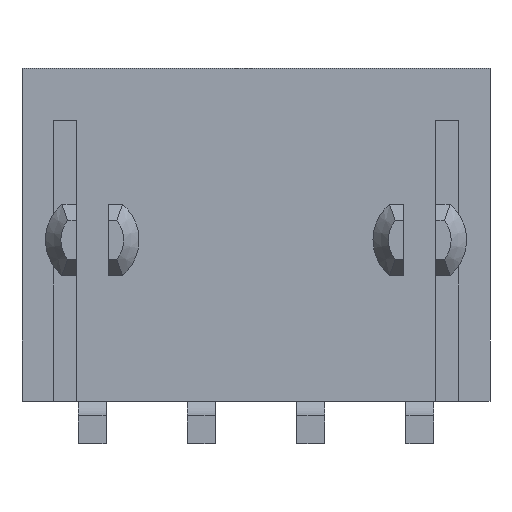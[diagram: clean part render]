
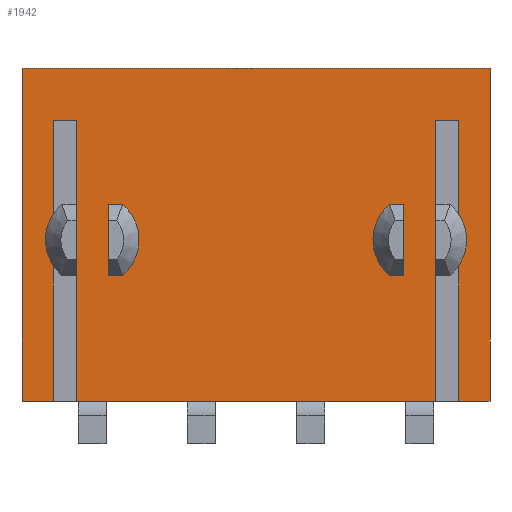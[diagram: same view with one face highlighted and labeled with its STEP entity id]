
A CAD part, front view. The second image highlights one B-rep face of the part: STEP entity #1942.
In plain terms, the highlighted planar face has unit normal (0, -1, 0).
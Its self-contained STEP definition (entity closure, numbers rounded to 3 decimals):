
#22=DIRECTION('',(-1.,0.,0.));
#23=VECTOR('',#22,18.);
#24=CARTESIAN_POINT('',(9.,0.4,0.));
#25=LINE('',#24,#23);
#150=DIRECTION('',(0.,0.,-1.));
#151=VECTOR('',#150,12.8);
#152=CARTESIAN_POINT('',(-9.,0.4,0.));
#153=LINE('',#152,#151);
#154=DIRECTION('',(0.,0.,-1.));
#155=VECTOR('',#154,2.741);
#156=CARTESIAN_POINT('',(5.69,0.4,-5.23));
#157=LINE('',#156,#155);
#158=DIRECTION('',(0.,0.,1.));
#159=VECTOR('',#158,2.741);
#160=CARTESIAN_POINT('',(-5.69,0.4,-7.97));
#161=LINE('',#160,#159);
#162=DIRECTION('',(-1.,0.,0.));
#163=VECTOR('',#162,0.89);
#164=CARTESIAN_POINT('',(7.8,0.4,-2.));
#165=LINE('',#164,#163);
#166=DIRECTION('',(-1.,0.,0.));
#167=VECTOR('',#166,0.89);
#168=CARTESIAN_POINT('',(-6.91,0.4,-2.));
#169=LINE('',#168,#167);
#170=DIRECTION('',(0.,0.,1.));
#171=VECTOR('',#170,10.8);
#172=CARTESIAN_POINT('',(-7.8,0.4,-12.8));
#173=LINE('',#172,#171);
#174=DIRECTION('',(0.,0.,-1.));
#175=VECTOR('',#174,12.8);
#176=CARTESIAN_POINT('',(9.,0.4,0.));
#177=LINE('',#176,#175);
#178=DIRECTION('',(0.,0.,1.));
#179=VECTOR('',#178,10.8);
#180=CARTESIAN_POINT('',(7.8,0.4,-12.8));
#181=LINE('',#180,#179);
#187=CARTESIAN_POINT('',(6.3,0.4,-6.6));
#188=DIRECTION('',(0.,1.,0.));
#189=DIRECTION('',(-0.407,0.,-0.914));
#190=AXIS2_PLACEMENT_3D('',#187,#188,#189);
#311=DIRECTION('',(0.,0.,1.));
#312=VECTOR('',#311,10.8);
#313=CARTESIAN_POINT('',(6.91,0.4,-12.8));
#314=LINE('',#313,#312);
#351=DIRECTION('',(-1.,0.,0.));
#352=VECTOR('',#351,1.2);
#353=CARTESIAN_POINT('',(-7.8,0.4,-12.8));
#354=LINE('',#353,#352);
#359=DIRECTION('',(-1.,0.,0.));
#360=VECTOR('',#359,13.82);
#361=CARTESIAN_POINT('',(6.91,0.4,-12.8));
#362=LINE('',#361,#360);
#367=DIRECTION('',(-1.,0.,0.));
#368=VECTOR('',#367,1.2);
#369=CARTESIAN_POINT('',(9.,0.4,-12.8));
#370=LINE('',#369,#368);
#459=DIRECTION('',(0.,0.,-1.));
#460=VECTOR('',#459,10.8);
#461=CARTESIAN_POINT('',(-6.91,0.4,-2.));
#462=LINE('',#461,#460);
#487=CARTESIAN_POINT('',(-6.3,0.4,-6.6));
#488=DIRECTION('',(0.,1.,0.));
#489=DIRECTION('',(0.407,0.,0.914));
#490=AXIS2_PLACEMENT_3D('',#487,#488,#489);
#1349=CARTESIAN_POINT('',(9.,0.4,0.));
#1350=CARTESIAN_POINT('',(-9.,0.4,0.));
#1351=VERTEX_POINT('',#1349);
#1352=VERTEX_POINT('',#1350);
#1357=CARTESIAN_POINT('',(-9.,0.4,-12.8));
#1359=VERTEX_POINT('',#1357);
#1363=CARTESIAN_POINT('',(9.,0.4,-12.8));
#1364=VERTEX_POINT('',#1363);
#1485=CARTESIAN_POINT('',(5.69,0.4,-5.23));
#1486=CARTESIAN_POINT('',(5.69,0.4,-7.97));
#1487=VERTEX_POINT('',#1485);
#1488=VERTEX_POINT('',#1486);
#1533=CARTESIAN_POINT('',(-5.69,0.4,-7.97));
#1534=CARTESIAN_POINT('',(-5.69,0.4,-5.23));
#1535=VERTEX_POINT('',#1533);
#1536=VERTEX_POINT('',#1534);
#1597=CARTESIAN_POINT('',(7.8,0.4,-2.));
#1598=CARTESIAN_POINT('',(6.91,0.4,-2.));
#1599=VERTEX_POINT('',#1597);
#1600=VERTEX_POINT('',#1598);
#1601=CARTESIAN_POINT('',(7.8,0.4,-12.8));
#1602=VERTEX_POINT('',#1601);
#1603=CARTESIAN_POINT('',(-7.8,0.4,-12.8));
#1604=CARTESIAN_POINT('',(-7.8,0.4,-2.));
#1605=VERTEX_POINT('',#1603);
#1606=VERTEX_POINT('',#1604);
#1607=CARTESIAN_POINT('',(-6.91,0.4,-2.));
#1608=VERTEX_POINT('',#1607);
#1609=CARTESIAN_POINT('',(6.91,0.4,-12.8));
#1610=CARTESIAN_POINT('',(-6.91,0.4,-12.8));
#1611=VERTEX_POINT('',#1609);
#1612=VERTEX_POINT('',#1610);
#1901=CARTESIAN_POINT('',(9.,0.4,0.));
#1902=DIRECTION('',(0.,-1.,0.));
#1903=DIRECTION('',(-1.,0.,0.));
#1904=AXIS2_PLACEMENT_3D('',#1901,#1902,#1903);
#1905=PLANE('',#1904);
#1907=ORIENTED_EDGE('',*,*,#1906,.T.);
#1909=ORIENTED_EDGE('',*,*,#1908,.F.);
#1911=ORIENTED_EDGE('',*,*,#1910,.T.);
#1913=ORIENTED_EDGE('',*,*,#1912,.F.);
#1915=ORIENTED_EDGE('',*,*,#1914,.T.);
#1917=ORIENTED_EDGE('',*,*,#1916,.F.);
#1919=ORIENTED_EDGE('',*,*,#1918,.T.);
#1920=ORIENTED_EDGE('',*,*,#1893,.F.);
#1921=ORIENTED_EDGE('',*,*,#1776,.F.);
#1923=ORIENTED_EDGE('',*,*,#1922,.T.);
#1925=ORIENTED_EDGE('',*,*,#1924,.T.);
#1927=ORIENTED_EDGE('',*,*,#1926,.T.);
#1928=EDGE_LOOP('',(#1907,#1909,#1911,#1913,#1915,#1917,#1919,#1920,#1921,#1923,
#1925,#1927));
#1929=FACE_OUTER_BOUND('',#1928,.F.);
#1931=ORIENTED_EDGE('',*,*,#1930,.F.);
#1933=ORIENTED_EDGE('',*,*,#1932,.F.);
#1934=EDGE_LOOP('',(#1931,#1933));
#1935=FACE_BOUND('',#1934,.F.);
#1937=ORIENTED_EDGE('',*,*,#1936,.F.);
#1939=ORIENTED_EDGE('',*,*,#1938,.F.);
#1940=EDGE_LOOP('',(#1937,#1939));
#1941=FACE_BOUND('',#1940,.F.);
#1942=ADVANCED_FACE('',(#1929,#1935,#1941),#1905,.T.);
#191=CIRCLE('',#190,1.5);
#491=CIRCLE('',#490,1.5);
#1776=EDGE_CURVE('',#1351,#1352,#25,.T.);
#1893=EDGE_CURVE('',#1352,#1359,#153,.T.);
#1906=EDGE_CURVE('',#1599,#1600,#165,.T.);
#1908=EDGE_CURVE('',#1611,#1600,#314,.T.);
#1910=EDGE_CURVE('',#1611,#1612,#362,.T.);
#1912=EDGE_CURVE('',#1608,#1612,#462,.T.);
#1914=EDGE_CURVE('',#1608,#1606,#169,.T.);
#1916=EDGE_CURVE('',#1605,#1606,#173,.T.);
#1918=EDGE_CURVE('',#1605,#1359,#354,.T.);
#1922=EDGE_CURVE('',#1351,#1364,#177,.T.);
#1924=EDGE_CURVE('',#1364,#1602,#370,.T.);
#1926=EDGE_CURVE('',#1602,#1599,#181,.T.);
#1930=EDGE_CURVE('',#1536,#1535,#491,.T.);
#1932=EDGE_CURVE('',#1535,#1536,#161,.T.);
#1936=EDGE_CURVE('',#1488,#1487,#191,.T.);
#1938=EDGE_CURVE('',#1487,#1488,#157,.T.);
